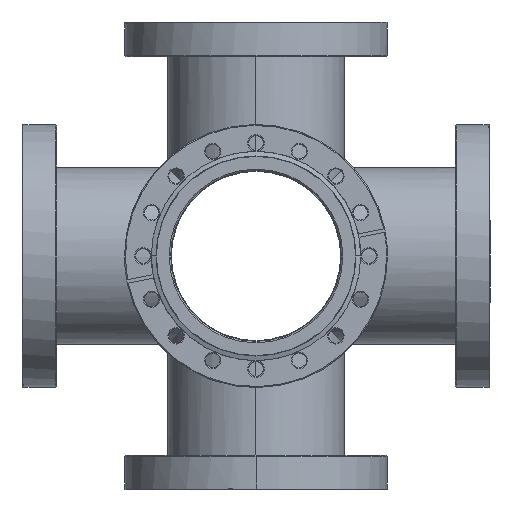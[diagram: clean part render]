
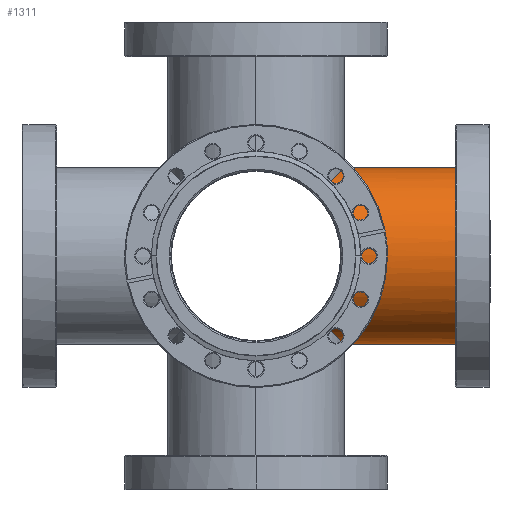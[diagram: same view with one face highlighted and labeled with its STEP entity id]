
A CAD part, left-side view. The second image highlights one B-rep face of the part: STEP entity #1311.
In plain terms, the highlighted cylindrical face has radius 50.8 mm (diameter 101.6 mm), a partial arc.
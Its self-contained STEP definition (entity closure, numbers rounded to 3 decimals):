
#20 =( BOUNDED_CURVE ( )  B_SPLINE_CURVE ( 3, ( #460, #2079, #1271, #4175 ),
 .UNSPECIFIED., .F., .F. ) 
 B_SPLINE_CURVE_WITH_KNOTS ( ( 4, 4 ),
 ( 5.498, 7.069 ),
 .UNSPECIFIED. ) 
 CURVE ( )  GEOMETRIC_REPRESENTATION_ITEM ( )  RATIONAL_B_SPLINE_CURVE ( ( 1., 0.805, 0.805, 1. ) ) 
 REPRESENTATION_ITEM ( '' )  );
#238 = CARTESIAN_POINT ( 'NONE',  ( -26.267, -45.575, -45.575 ) ) ;
#460 = CARTESIAN_POINT ( 'NONE',  ( -35.921, -35.921, -35.921 ) ) ;
#485 = CARTESIAN_POINT ( 'NONE',  ( 0., -123.9, 50.8 ) ) ;
#735 = ORIENTED_EDGE ( 'NONE', *, *, #3045, .T. ) ;
#739 = DIRECTION ( 'NONE',  ( 0., 1., 0. ) ) ;
#840 = CIRCLE ( 'NONE', #1535, 50.8 ) ;
#856 = EDGE_CURVE ( 'NONE', #2368, #2417, #3247, .T. ) ;
#913 = CARTESIAN_POINT ( 'NONE',  ( 0., -123.9, -50.8 ) ) ;
#1053 = CARTESIAN_POINT ( 'NONE',  ( -13.653, -50.8, 50.8 ) ) ;
#1071 = CARTESIAN_POINT ( 'NONE',  ( 0., -50.8, -50.8 ) ) ;
#1251 =( BOUNDED_CURVE ( )  B_SPLINE_CURVE ( 3, ( #1454, #1053, #1864, #4817 ),
 .UNSPECIFIED., .F., .F. ) 
 B_SPLINE_CURVE_WITH_KNOTS ( ( 4, 4 ),
 ( 3.142, 3.927 ),
 .UNSPECIFIED. ) 
 CURVE ( )  GEOMETRIC_REPRESENTATION_ITEM ( )  RATIONAL_B_SPLINE_CURVE ( ( 1., 0.949, 0.949, 1. ) ) 
 REPRESENTATION_ITEM ( '' )  );
#1271 = CARTESIAN_POINT ( 'NONE',  ( -56.963, -56.963, 14.879 ) ) ;
#1311 = ADVANCED_FACE ( 'NONE', ( #1741 ), #4852, .T. ) ;
#1454 = CARTESIAN_POINT ( 'NONE',  ( 0., -50.8, 50.8 ) ) ;
#1535 = AXIS2_PLACEMENT_3D ( 'NONE', #3201, #739, #3629 ) ;
#1561 = VERTEX_POINT ( 'NONE', #5102 ) ;
#1741 = FACE_OUTER_BOUND ( 'NONE', #2472, .T. ) ;
#1747 = VERTEX_POINT ( 'NONE', #913 ) ;
#1756 = VERTEX_POINT ( 'NONE', #4956 ) ;
#1864 = CARTESIAN_POINT ( 'NONE',  ( -26.267, -45.575, 45.575 ) ) ;
#1888 = AXIS2_PLACEMENT_3D ( 'NONE', #3287, #3707, #3271 ) ;
#2010 = CARTESIAN_POINT ( 'NONE',  ( -35.921, -35.921, 35.921 ) ) ;
#2016 = CARTESIAN_POINT ( 'NONE',  ( 0., 123.9, -50.8 ) ) ;
#2079 = CARTESIAN_POINT ( 'NONE',  ( -56.963, -56.963, -14.879 ) ) ;
#2135 = LINE ( 'NONE', #2016, #4224 ) ;
#2368 = VERTEX_POINT ( 'NONE', #4976 ) ;
#2417 = VERTEX_POINT ( 'NONE', #485 ) ;
#2472 = EDGE_LOOP ( 'NONE', ( #5133, #5038, #4602, #735, #3863, #4452 ) ) ;
#2968 = CARTESIAN_POINT ( 'NONE',  ( 0., 123.9, 50.8 ) ) ;
#3045 = EDGE_CURVE ( 'NONE', #1561, #1756, #4809, .T. ) ;
#3201 = CARTESIAN_POINT ( 'NONE',  ( 0., -123.9, 0. ) ) ;
#3247 = LINE ( 'NONE', #2968, #5143 ) ;
#3271 = DIRECTION ( 'NONE',  ( 0., 0., -1. ) ) ;
#3287 = CARTESIAN_POINT ( 'NONE',  ( 0., 123.9, 0. ) ) ;
#3422 = EDGE_CURVE ( 'NONE', #1561, #4783, #20, .T. ) ;
#3546 = CARTESIAN_POINT ( 'NONE',  ( -13.653, -50.8, -50.8 ) ) ;
#3629 = DIRECTION ( 'NONE',  ( 0., 0., 1. ) ) ;
#3707 = DIRECTION ( 'NONE',  ( 0., -1., 0. ) ) ;
#3863 = ORIENTED_EDGE ( 'NONE', *, *, #4008, .T. ) ;
#4008 = EDGE_CURVE ( 'NONE', #1756, #1747, #2135, .T. ) ;
#4175 = CARTESIAN_POINT ( 'NONE',  ( -35.921, -35.921, 35.921 ) ) ;
#4212 = DIRECTION ( 'NONE',  ( 0., -1., 0. ) ) ;
#4224 = VECTOR ( 'NONE', #4532, 1000. ) ;
#4452 = ORIENTED_EDGE ( 'NONE', *, *, #4481, .T. ) ;
#4481 = EDGE_CURVE ( 'NONE', #1747, #2417, #840, .T. ) ;
#4532 = DIRECTION ( 'NONE',  ( 0., -1., 0. ) ) ;
#4602 = ORIENTED_EDGE ( 'NONE', *, *, #3422, .F. ) ;
#4634 = EDGE_CURVE ( 'NONE', #2368, #4783, #1251, .T. ) ;
#4783 = VERTEX_POINT ( 'NONE', #2010 ) ;
#4809 =( BOUNDED_CURVE ( )  B_SPLINE_CURVE ( 3, ( #5251, #238, #3546, #1071 ),
 .UNSPECIFIED., .F., .F. ) 
 B_SPLINE_CURVE_WITH_KNOTS ( ( 4, 4 ),
 ( 5.498, 6.283 ),
 .UNSPECIFIED. ) 
 CURVE ( )  GEOMETRIC_REPRESENTATION_ITEM ( )  RATIONAL_B_SPLINE_CURVE ( ( 1., 0.949, 0.949, 1. ) ) 
 REPRESENTATION_ITEM ( '' )  );
#4817 = CARTESIAN_POINT ( 'NONE',  ( -35.921, -35.921, 35.921 ) ) ;
#4852 = CYLINDRICAL_SURFACE ( 'NONE', #1888, 50.8 ) ;
#4956 = CARTESIAN_POINT ( 'NONE',  ( 0., -50.8, -50.8 ) ) ;
#4976 = CARTESIAN_POINT ( 'NONE',  ( 0., -50.8, 50.8 ) ) ;
#5038 = ORIENTED_EDGE ( 'NONE', *, *, #4634, .T. ) ;
#5102 = CARTESIAN_POINT ( 'NONE',  ( -35.921, -35.921, -35.921 ) ) ;
#5133 = ORIENTED_EDGE ( 'NONE', *, *, #856, .F. ) ;
#5143 = VECTOR ( 'NONE', #4212, 1000. ) ;
#5251 = CARTESIAN_POINT ( 'NONE',  ( -35.921, -35.921, -35.921 ) ) ;
